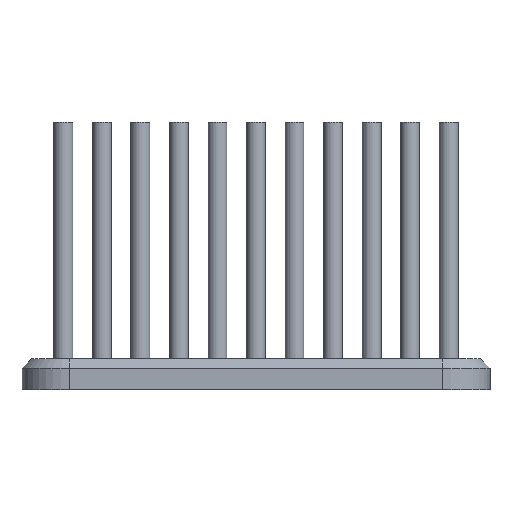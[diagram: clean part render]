
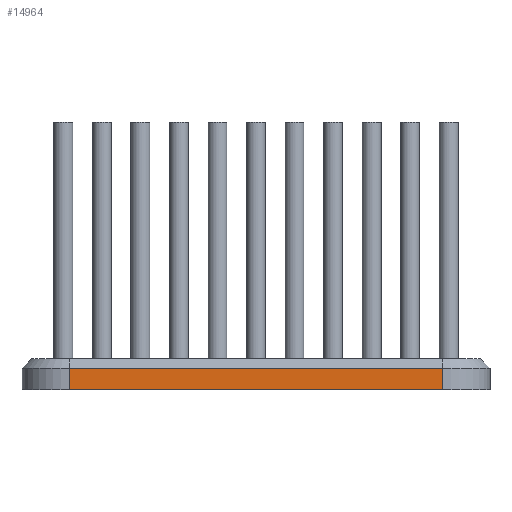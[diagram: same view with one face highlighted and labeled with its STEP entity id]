
A CAD part, front view. The second image highlights one B-rep face of the part: STEP entity #14964.
In plain terms, the highlighted planar face has unit normal (0, -1, 0).
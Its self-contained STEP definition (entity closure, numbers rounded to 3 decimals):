
#14557 = PLANE('',#14558);
#14558 = AXIS2_PLACEMENT_3D('',#14559,#14560,#14561);
#14559 = CARTESIAN_POINT('',(3.607,-2.943,-8.8));
#14560 = DIRECTION('',(0.,0.,1.));
#14561 = DIRECTION('',(1.,0.,0.));
#14582 = VERTEX_POINT('',#14583);
#14583 = CARTESIAN_POINT('',(3.607,-38.543,-8.8));
#14598 = CYLINDRICAL_SURFACE('',#14599,4.);
#14599 = AXIS2_PLACEMENT_3D('',#14600,#14601,#14602);
#14600 = CARTESIAN_POINT('',(3.607,-34.543,-8.8));
#14601 = DIRECTION('',(0.,0.,1.));
#14602 = DIRECTION('',(1.,0.,0.));
#14610 = EDGE_CURVE('',#14611,#14582,#14613,.T.);
#14611 = VERTEX_POINT('',#14612);
#14612 = CARTESIAN_POINT('',(-27.993,-38.543,-8.8));
#14613 = SURFACE_CURVE('',#14614,(#14618,#14625),.PCURVE_S1.);
#14614 = LINE('',#14615,#14616);
#14615 = CARTESIAN_POINT('',(3.607,-38.543,-8.8));
#14616 = VECTOR('',#14617,1.);
#14617 = DIRECTION('',(1.,0.,0.));
#14618 = PCURVE('',#14557,#14619);
#14619 = DEFINITIONAL_REPRESENTATION('',(#14620),#14624);
#14620 = LINE('',#14621,#14622);
#14621 = CARTESIAN_POINT('',(0.,-35.6));
#14622 = VECTOR('',#14623,1.);
#14623 = DIRECTION('',(1.,0.));
#14624 = ( GEOMETRIC_REPRESENTATION_CONTEXT(2) 
PARAMETRIC_REPRESENTATION_CONTEXT() REPRESENTATION_CONTEXT('2D SPACE',''
  ) );
#14625 = PCURVE('',#14626,#14631);
#14626 = PLANE('',#14627);
#14627 = AXIS2_PLACEMENT_3D('',#14628,#14629,#14630);
#14628 = CARTESIAN_POINT('',(-27.993,-38.543,-8.8));
#14629 = DIRECTION('',(0.,-1.,0.));
#14630 = DIRECTION('',(0.,0.,-1.));
#14631 = DEFINITIONAL_REPRESENTATION('',(#14632),#14636);
#14632 = LINE('',#14633,#14634);
#14633 = CARTESIAN_POINT('',(0.,31.6));
#14634 = VECTOR('',#14635,1.);
#14635 = DIRECTION('',(0.,1.));
#14636 = ( GEOMETRIC_REPRESENTATION_CONTEXT(2) 
PARAMETRIC_REPRESENTATION_CONTEXT() REPRESENTATION_CONTEXT('2D SPACE',''
  ) );
#14655 = CYLINDRICAL_SURFACE('',#14656,4.);
#14656 = AXIS2_PLACEMENT_3D('',#14657,#14658,#14659);
#14657 = CARTESIAN_POINT('',(-27.993,-34.543,-8.8));
#14658 = DIRECTION('',(0.,0.,1.));
#14659 = DIRECTION('',(1.,0.,0.));
#14913 = EDGE_CURVE('',#14914,#14582,#14916,.T.);
#14914 = VERTEX_POINT('',#14915);
#14915 = CARTESIAN_POINT('',(3.607,-38.543,
    -7.));
#14916 = SURFACE_CURVE('',#14917,(#14921,#14928),.PCURVE_S1.);
#14917 = LINE('',#14918,#14919);
#14918 = CARTESIAN_POINT('',(3.607,-38.543,-8.8));
#14919 = VECTOR('',#14920,1.);
#14920 = DIRECTION('',(-0.,-0.,-1.));
#14921 = PCURVE('',#14598,#14922);
#14922 = DEFINITIONAL_REPRESENTATION('',(#14923),#14927);
#14923 = LINE('',#14924,#14925);
#14924 = CARTESIAN_POINT('',(4.712,0.));
#14925 = VECTOR('',#14926,1.);
#14926 = DIRECTION('',(0.,-1.));
#14927 = ( GEOMETRIC_REPRESENTATION_CONTEXT(2) 
PARAMETRIC_REPRESENTATION_CONTEXT() REPRESENTATION_CONTEXT('2D SPACE',''
  ) );
#14928 = PCURVE('',#14626,#14929);
#14929 = DEFINITIONAL_REPRESENTATION('',(#14930),#14934);
#14930 = LINE('',#14931,#14932);
#14931 = CARTESIAN_POINT('',(0.,31.6));
#14932 = VECTOR('',#14933,1.);
#14933 = DIRECTION('',(1.,0.));
#14934 = ( GEOMETRIC_REPRESENTATION_CONTEXT(2) 
PARAMETRIC_REPRESENTATION_CONTEXT() REPRESENTATION_CONTEXT('2D SPACE',''
  ) );
#14964 = ADVANCED_FACE('',(#14965),#14626,.T.);
#14965 = FACE_BOUND('',#14966,.T.);
#14966 = EDGE_LOOP('',(#14967,#14990,#14991,#14992));
#14967 = ORIENTED_EDGE('',*,*,#14968,.T.);
#14968 = EDGE_CURVE('',#14969,#14611,#14971,.T.);
#14969 = VERTEX_POINT('',#14970);
#14970 = CARTESIAN_POINT('',(-27.993,-38.543,-7.));
#14971 = SURFACE_CURVE('',#14972,(#14976,#14983),.PCURVE_S1.);
#14972 = LINE('',#14973,#14974);
#14973 = CARTESIAN_POINT('',(-27.993,-38.543,-8.8));
#14974 = VECTOR('',#14975,1.);
#14975 = DIRECTION('',(0.,0.,-1.));
#14976 = PCURVE('',#14626,#14977);
#14977 = DEFINITIONAL_REPRESENTATION('',(#14978),#14982);
#14978 = LINE('',#14979,#14980);
#14979 = CARTESIAN_POINT('',(0.,0.));
#14980 = VECTOR('',#14981,1.);
#14981 = DIRECTION('',(1.,0.));
#14982 = ( GEOMETRIC_REPRESENTATION_CONTEXT(2) 
PARAMETRIC_REPRESENTATION_CONTEXT() REPRESENTATION_CONTEXT('2D SPACE',''
  ) );
#14983 = PCURVE('',#14655,#14984);
#14984 = DEFINITIONAL_REPRESENTATION('',(#14985),#14989);
#14985 = LINE('',#14986,#14987);
#14986 = CARTESIAN_POINT('',(4.712,0.));
#14987 = VECTOR('',#14988,1.);
#14988 = DIRECTION('',(0.,-1.));
#14989 = ( GEOMETRIC_REPRESENTATION_CONTEXT(2) 
PARAMETRIC_REPRESENTATION_CONTEXT() REPRESENTATION_CONTEXT('2D SPACE',''
  ) );
#14990 = ORIENTED_EDGE('',*,*,#14610,.T.);
#14991 = ORIENTED_EDGE('',*,*,#14913,.F.);
#14992 = ORIENTED_EDGE('',*,*,#14993,.T.);
#14993 = EDGE_CURVE('',#14914,#14969,#14994,.T.);
#14994 = SURFACE_CURVE('',#14995,(#14999,#15006),.PCURVE_S1.);
#14995 = LINE('',#14996,#14997);
#14996 = CARTESIAN_POINT('',(-27.993,-38.543,-7.));
#14997 = VECTOR('',#14998,1.);
#14998 = DIRECTION('',(-1.,-0.,-0.));
#14999 = PCURVE('',#14626,#15000);
#15000 = DEFINITIONAL_REPRESENTATION('',(#15001),#15005);
#15001 = LINE('',#15002,#15003);
#15002 = CARTESIAN_POINT('',(-1.8,0.));
#15003 = VECTOR('',#15004,1.);
#15004 = DIRECTION('',(0.,-1.));
#15005 = ( GEOMETRIC_REPRESENTATION_CONTEXT(2) 
PARAMETRIC_REPRESENTATION_CONTEXT() REPRESENTATION_CONTEXT('2D SPACE',''
  ) );
#15006 = PCURVE('',#15007,#15012);
#15007 = PLANE('',#15008);
#15008 = AXIS2_PLACEMENT_3D('',#15009,#15010,#15011);
#15009 = CARTESIAN_POINT('',(3.607,-37.743,-6.2));
#15010 = DIRECTION('',(0.,0.707,-0.707));
#15011 = DIRECTION('',(0.,0.707,0.707));
#15012 = DEFINITIONAL_REPRESENTATION('',(#15013),#15017);
#15013 = LINE('',#15014,#15015);
#15014 = CARTESIAN_POINT('',(-1.131,-31.6));
#15015 = VECTOR('',#15016,1.);
#15016 = DIRECTION('',(0.,-1.));
#15017 = ( GEOMETRIC_REPRESENTATION_CONTEXT(2) 
PARAMETRIC_REPRESENTATION_CONTEXT() REPRESENTATION_CONTEXT('2D SPACE',''
  ) );
